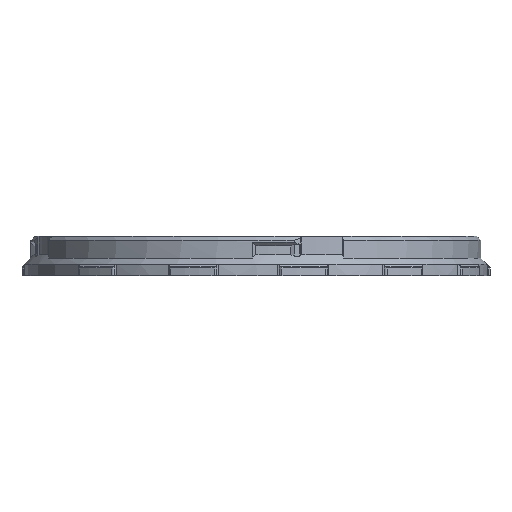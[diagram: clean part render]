
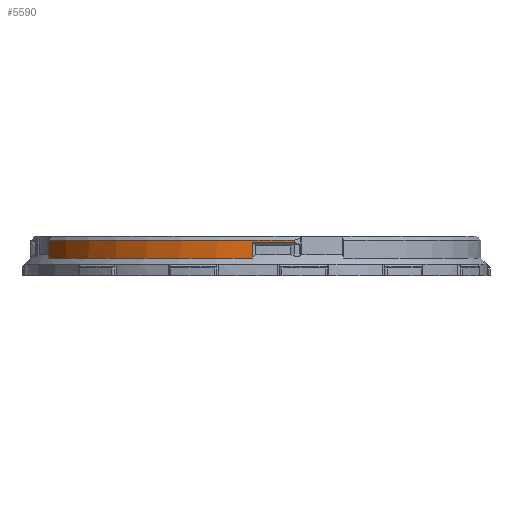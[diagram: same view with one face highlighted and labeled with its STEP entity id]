
A CAD part, left-side view. The second image highlights one B-rep face of the part: STEP entity #5590.
In plain terms, the highlighted cylindrical face has radius 57.375 mm (diameter 114.75 mm), a partial arc.
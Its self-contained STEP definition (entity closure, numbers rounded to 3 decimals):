
#367=FACE_OUTER_BOUND('',#686,.T.);
#686=EDGE_LOOP('',(#4185,#4186,#4187,#4188,#4189,#4190,#4191));
#1051=CIRCLE('',#6040,57.375);
#1056=CIRCLE('',#6055,57.375);
#1057=CIRCLE('',#6056,57.375);
#1058=CIRCLE('',#6057,57.375);
#1355=LINE('',#9437,#1782);
#1357=LINE('',#9441,#1784);
#1358=LINE('',#9445,#1785);
#1782=VECTOR('',#7043,10.);
#1784=VECTOR('',#7047,10.);
#1785=VECTOR('',#7050,10.);
#2392=VERTEX_POINT('',#9361);
#2393=VERTEX_POINT('',#9365);
#2409=VERTEX_POINT('',#9436);
#2410=VERTEX_POINT('',#9440);
#2411=VERTEX_POINT('',#9442);
#2412=VERTEX_POINT('',#9444);
#2413=VERTEX_POINT('',#9446);
#3056=EDGE_CURVE('',#2392,#2393,#1051,.T.);
#3082=EDGE_CURVE('',#2409,#2393,#1355,.T.);
#3084=EDGE_CURVE('',#2410,#2392,#1357,.T.);
#3085=EDGE_CURVE('',#2410,#2411,#1056,.T.);
#3086=EDGE_CURVE('',#2412,#2411,#1358,.T.);
#3087=EDGE_CURVE('',#2413,#2412,#1057,.T.);
#3088=EDGE_CURVE('',#2409,#2413,#1058,.T.);
#4185=ORIENTED_EDGE('',*,*,#3082,.T.);
#4186=ORIENTED_EDGE('',*,*,#3056,.F.);
#4187=ORIENTED_EDGE('',*,*,#3084,.F.);
#4188=ORIENTED_EDGE('',*,*,#3085,.T.);
#4189=ORIENTED_EDGE('',*,*,#3086,.F.);
#4190=ORIENTED_EDGE('',*,*,#3087,.F.);
#4191=ORIENTED_EDGE('',*,*,#3088,.F.);
#5405=CYLINDRICAL_SURFACE('',#6054,57.375);
#5590=ADVANCED_FACE('',(#367),#5405,.T.);
#6040=AXIS2_PLACEMENT_3D('',#9366,#7004,#7005);
#6054=AXIS2_PLACEMENT_3D('',#9439,#7045,#7046);
#6055=AXIS2_PLACEMENT_3D('',#9443,#7048,#7049);
#6056=AXIS2_PLACEMENT_3D('',#9447,#7051,#7052);
#6057=AXIS2_PLACEMENT_3D('',#9448,#7053,#7054);
#7004=DIRECTION('center_axis',(0.,0.,-1.));
#7005=DIRECTION('ref_axis',(1.,0.,0.));
#7043=DIRECTION('',(0.,0.,-1.));
#7045=DIRECTION('center_axis',(0.,0.,-1.));
#7046=DIRECTION('ref_axis',(-0.878,0.478,0.));
#7047=DIRECTION('',(0.,0.,-1.));
#7048=DIRECTION('center_axis',(0.,0.,1.));
#7049=DIRECTION('ref_axis',(1.,0.,0.));
#7050=DIRECTION('',(0.,0.,-1.));
#7051=DIRECTION('center_axis',(0.,0.,1.));
#7052=DIRECTION('ref_axis',(1.,0.,0.));
#7053=DIRECTION('center_axis',(0.,0.,1.));
#7054=DIRECTION('ref_axis',(1.,0.,0.));
#9361=CARTESIAN_POINT('',(-32.369,-19.782,-43.516));
#9365=CARTESIAN_POINT('',(2.582,32.182,-43.516));
#9366=CARTESIAN_POINT('Origin',(25.,-20.632,-43.516));
#9436=CARTESIAN_POINT('',(2.582,32.182,-39.));
#9437=CARTESIAN_POINT('',(2.582,32.182,-38.));
#9439=CARTESIAN_POINT('Origin',(25.,-20.632,-38.));
#9440=CARTESIAN_POINT('',(-32.369,-19.782,-39.542));
#9441=CARTESIAN_POINT('',(-32.369,-19.782,-38.));
#9442=CARTESIAN_POINT('',(-31.519,-30.507,-39.542));
#9443=CARTESIAN_POINT('Origin',(25.,-20.632,-39.542));
#9444=CARTESIAN_POINT('',(-31.519,-30.507,-39.));
#9445=CARTESIAN_POINT('',(-31.519,-30.507,-38.));
#9446=CARTESIAN_POINT('',(-32.375,-20.632,-39.));
#9447=CARTESIAN_POINT('Origin',(25.,-20.632,-39.));
#9448=CARTESIAN_POINT('Origin',(25.,-20.632,-39.));
